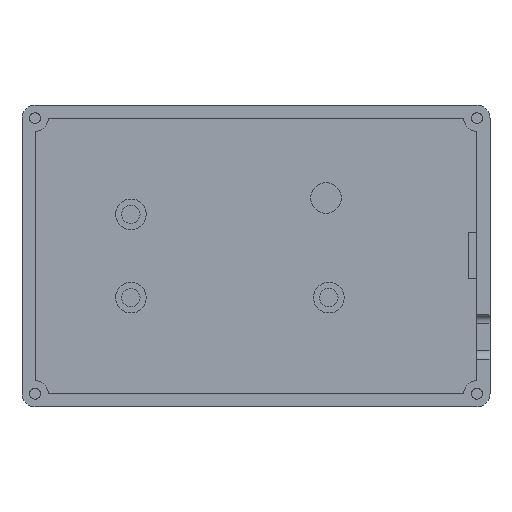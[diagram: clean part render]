
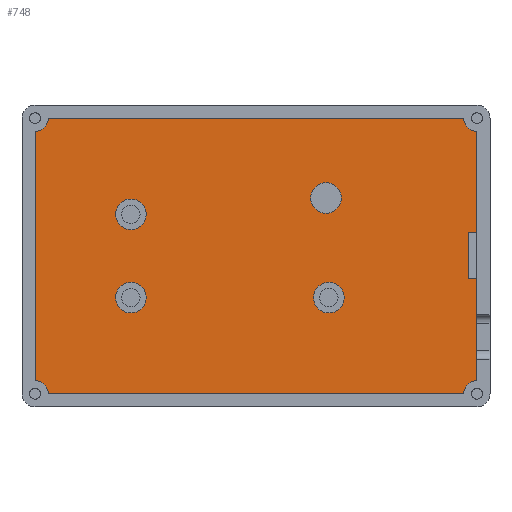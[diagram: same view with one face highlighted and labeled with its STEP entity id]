
A CAD part, top view. The second image highlights one B-rep face of the part: STEP entity #748.
In plain terms, the highlighted planar face has unit normal (0, 0, 1).
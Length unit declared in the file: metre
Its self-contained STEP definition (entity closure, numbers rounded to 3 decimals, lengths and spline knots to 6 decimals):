
#45=CIRCLE('',#824,0.0035);
#46=CIRCLE('',#825,0.0035);
#47=CIRCLE('',#826,0.0035);
#48=CIRCLE('',#827,0.0035);
#49=CIRCLE('',#828,0.003);
#50=CIRCLE('',#829,0.003);
#51=CIRCLE('',#830,0.003);
#52=CIRCLE('',#831,0.003);
#135=ORIENTED_EDGE('',*,*,#319,.F.);
#136=ORIENTED_EDGE('',*,*,#320,.F.);
#137=ORIENTED_EDGE('',*,*,#321,.F.);
#138=ORIENTED_EDGE('',*,*,#322,.F.);
#139=ORIENTED_EDGE('',*,*,#278,.F.);
#140=ORIENTED_EDGE('',*,*,#323,.T.);
#141=ORIENTED_EDGE('',*,*,#324,.F.);
#142=ORIENTED_EDGE('',*,*,#325,.F.);
#143=ORIENTED_EDGE('',*,*,#288,.F.);
#144=ORIENTED_EDGE('',*,*,#326,.F.);
#145=ORIENTED_EDGE('',*,*,#327,.F.);
#146=ORIENTED_EDGE('',*,*,#328,.F.);
#147=ORIENTED_EDGE('',*,*,#329,.T.);
#148=ORIENTED_EDGE('',*,*,#330,.F.);
#149=ORIENTED_EDGE('',*,*,#331,.T.);
#150=ORIENTED_EDGE('',*,*,#332,.F.);
#278=EDGE_CURVE('',#378,#379,#452,.T.);
#288=EDGE_CURVE('',#388,#376,#460,.T.);
#319=EDGE_CURVE('',#411,#411,#45,.T.);
#320=EDGE_CURVE('',#412,#412,#46,.T.);
#321=EDGE_CURVE('',#413,#413,#47,.T.);
#322=EDGE_CURVE('',#414,#414,#48,.T.);
#323=EDGE_CURVE('',#378,#415,#481,.T.);
#324=EDGE_CURVE('',#416,#415,#482,.T.);
#325=EDGE_CURVE('',#376,#416,#483,.T.);
#326=EDGE_CURVE('',#417,#388,#49,.T.);
#327=EDGE_CURVE('',#418,#417,#484,.T.);
#328=EDGE_CURVE('',#419,#418,#50,.T.);
#329=EDGE_CURVE('',#419,#420,#485,.T.);
#330=EDGE_CURVE('',#421,#420,#51,.T.);
#331=EDGE_CURVE('',#421,#422,#486,.T.);
#332=EDGE_CURVE('',#379,#422,#52,.T.);
#376=VERTEX_POINT('',#1141);
#378=VERTEX_POINT('',#1145);
#379=VERTEX_POINT('',#1147);
#388=VERTEX_POINT('',#1165);
#411=VERTEX_POINT('',#1230);
#412=VERTEX_POINT('',#1232);
#413=VERTEX_POINT('',#1234);
#414=VERTEX_POINT('',#1236);
#415=VERTEX_POINT('',#1238);
#416=VERTEX_POINT('',#1240);
#417=VERTEX_POINT('',#1243);
#418=VERTEX_POINT('',#1245);
#419=VERTEX_POINT('',#1247);
#420=VERTEX_POINT('',#1249);
#421=VERTEX_POINT('',#1251);
#422=VERTEX_POINT('',#1253);
#452=LINE('',#1146,#510);
#460=LINE('',#1166,#518);
#481=LINE('',#1237,#539);
#482=LINE('',#1239,#540);
#483=LINE('',#1241,#541);
#484=LINE('',#1244,#542);
#485=LINE('',#1248,#543);
#486=LINE('',#1252,#544);
#510=VECTOR('',#900,1.);
#518=VECTOR('',#912,1.);
#539=VECTOR('',#981,1.);
#540=VECTOR('',#982,1.);
#541=VECTOR('',#983,1.);
#542=VECTOR('',#986,1.);
#543=VECTOR('',#989,1.);
#544=VECTOR('',#992,1.);
#575=EDGE_LOOP('',(#135));
#576=EDGE_LOOP('',(#136));
#577=EDGE_LOOP('',(#137));
#578=EDGE_LOOP('',(#138));
#579=EDGE_LOOP('',(#139,#140,#141,#142,#143,#144,#145,#146,#147,#148,#149,
#150));
#647=FACE_BOUND('',#575,.T.);
#648=FACE_BOUND('',#576,.T.);
#649=FACE_BOUND('',#577,.T.);
#650=FACE_BOUND('',#578,.T.);
#651=FACE_BOUND('',#579,.T.);
#715=PLANE('',#823);
#748=ADVANCED_FACE('',(#647,#648,#649,#650,#651),#715,.T.);
#823=AXIS2_PLACEMENT_3D('',#1228,#971,#972);
#824=AXIS2_PLACEMENT_3D('',#1229,#973,#974);
#825=AXIS2_PLACEMENT_3D('',#1231,#975,#976);
#826=AXIS2_PLACEMENT_3D('',#1233,#977,#978);
#827=AXIS2_PLACEMENT_3D('',#1235,#979,#980);
#828=AXIS2_PLACEMENT_3D('',#1242,#984,#985);
#829=AXIS2_PLACEMENT_3D('',#1246,#987,#988);
#830=AXIS2_PLACEMENT_3D('',#1250,#990,#991);
#831=AXIS2_PLACEMENT_3D('',#1254,#993,#994);
#900=DIRECTION('',(0.,-1.,0.));
#912=DIRECTION('',(0.,-1.,0.));
#971=DIRECTION('',(0.,0.,1.));
#972=DIRECTION('',(1.,0.,0.));
#973=DIRECTION('',(0.,0.,1.));
#974=DIRECTION('',(1.,0.,0.));
#975=DIRECTION('',(0.,0.,1.));
#976=DIRECTION('',(1.,0.,0.));
#977=DIRECTION('',(0.,0.,1.));
#978=DIRECTION('',(1.,0.,0.));
#979=DIRECTION('',(0.,0.,1.));
#980=DIRECTION('',(1.,0.,0.));
#981=DIRECTION('',(-1.,0.,0.));
#982=DIRECTION('',(0.,-1.,0.));
#983=DIRECTION('',(-1.,0.,0.));
#984=DIRECTION('',(0.,0.,1.));
#985=DIRECTION('',(1.,0.,0.));
#986=DIRECTION('',(1.,0.,0.));
#987=DIRECTION('',(0.,0.,1.));
#988=DIRECTION('',(1.,0.,0.));
#989=DIRECTION('',(0.,-1.,0.));
#990=DIRECTION('',(0.,0.,1.));
#991=DIRECTION('',(1.,0.,0.));
#992=DIRECTION('',(1.,0.,0.));
#993=DIRECTION('',(0.,0.,1.));
#994=DIRECTION('',(1.,0.,0.));
#1141=CARTESIAN_POINT('',(0.045956,0.005296,0.));
#1145=CARTESIAN_POINT('',(0.045956,-0.005256,0.));
#1146=CARTESIAN_POINT('',(0.045956,0.00002,0.));
#1147=CARTESIAN_POINT('',(0.045956,-0.028675,0.));
#1165=CARTESIAN_POINT('',(0.045956,0.028325,0.));
#1166=CARTESIAN_POINT('',(0.045956,0.00002,0.));
#1228=CARTESIAN_POINT('',(-0.004544,-0.000175,0.));
#1229=CARTESIAN_POINT('',(-0.033148,0.009357,0.));
#1230=CARTESIAN_POINT('',(-0.029648,0.009357,0.));
#1231=CARTESIAN_POINT('',(-0.033144,-0.009696,0.));
#1232=CARTESIAN_POINT('',(-0.029644,-0.009696,0.));
#1233=CARTESIAN_POINT('',(0.012104,-0.009692,0.));
#1234=CARTESIAN_POINT('',(0.015604,-0.009692,0.));
#1235=CARTESIAN_POINT('',(0.011467,0.013078,0.));
#1236=CARTESIAN_POINT('',(0.014967,0.013078,0.));
#1237=CARTESIAN_POINT('',(0.044978,-0.005256,0.));
#1238=CARTESIAN_POINT('',(0.044001,-0.005256,0.));
#1239=CARTESIAN_POINT('',(0.044001,0.00002,0.));
#1240=CARTESIAN_POINT('',(0.044001,0.005296,0.));
#1241=CARTESIAN_POINT('',(0.044978,0.005296,0.));
#1242=CARTESIAN_POINT('',(0.045956,0.031325,0.));
#1243=CARTESIAN_POINT('',(0.042956,0.031325,0.));
#1244=CARTESIAN_POINT('',(-0.004544,0.031325,0.));
#1245=CARTESIAN_POINT('',(-0.052044,0.031325,0.));
#1246=CARTESIAN_POINT('',(-0.055044,0.031325,0.));
#1247=CARTESIAN_POINT('',(-0.055044,0.028325,0.));
#1248=CARTESIAN_POINT('',(-0.055044,-0.000175,0.));
#1249=CARTESIAN_POINT('',(-0.055044,-0.028675,0.));
#1250=CARTESIAN_POINT('',(-0.055044,-0.031675,0.));
#1251=CARTESIAN_POINT('',(-0.052044,-0.031675,0.));
#1252=CARTESIAN_POINT('',(-0.004544,-0.031675,0.));
#1253=CARTESIAN_POINT('',(0.042956,-0.031675,0.));
#1254=CARTESIAN_POINT('',(0.045956,-0.031675,0.));
